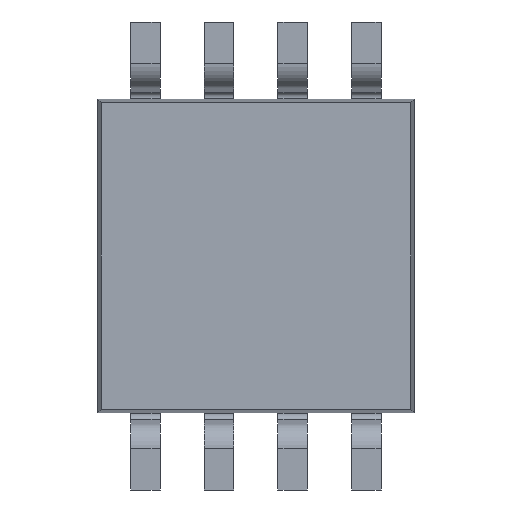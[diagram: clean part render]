
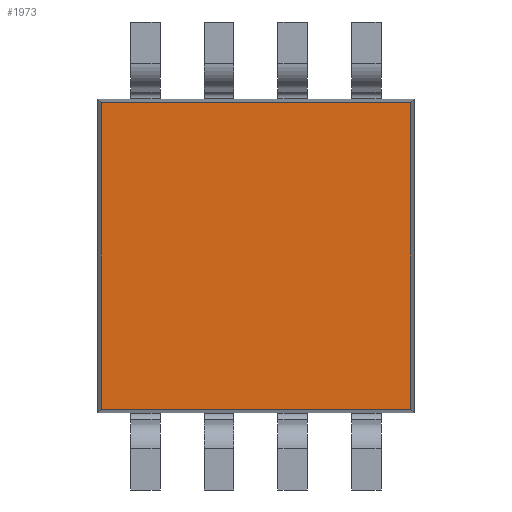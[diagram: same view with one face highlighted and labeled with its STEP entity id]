
A CAD part, front view. The second image highlights one B-rep face of the part: STEP entity #1973.
In plain terms, the highlighted planar face has unit normal (0, -1, 0).
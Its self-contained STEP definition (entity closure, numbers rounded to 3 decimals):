
#20 = CARTESIAN_POINT ( 'NONE',  ( -2.73, -1.065, 2.705 ) ) ;
#335 = LINE ( 'NONE', #1976, #8114 ) ;
#610 = CARTESIAN_POINT ( 'NONE',  ( -2.667, -1.065, 2.642 ) ) ;
#697 = VECTOR ( 'NONE', #2866, 1000. ) ;
#808 = DIRECTION ( 'NONE',  ( 0., 0., -1. ) ) ;
#1239 = VERTEX_POINT ( 'NONE', #9362 ) ;
#1942 = DIRECTION ( 'NONE',  ( 0., 0., 1. ) ) ;
#1973 = ADVANCED_FACE ( 'NONE', ( #8056 ), #3062, .T. ) ;
#1976 = CARTESIAN_POINT ( 'NONE',  ( 2.73, -1.065, 2.642 ) ) ;
#2106 = CARTESIAN_POINT ( 'NONE',  ( -2.73, -1.065, -2.642 ) ) ;
#2308 = VERTEX_POINT ( 'NONE', #610 ) ;
#2747 = LINE ( 'NONE', #2106, #697 ) ;
#2866 = DIRECTION ( 'NONE',  ( 1., 0., 0. ) ) ;
#3062 = PLANE ( 'NONE',  #7230 ) ;
#3162 = ORIENTED_EDGE ( 'NONE', *, *, #9292, .T. ) ;
#3402 = VERTEX_POINT ( 'NONE', #7640 ) ;
#3434 = DIRECTION ( 'NONE',  ( 0., 0., -1. ) ) ;
#3881 = EDGE_LOOP ( 'NONE', ( #6375, #3162, #5127, #8127 ) ) ;
#4029 = EDGE_CURVE ( 'NONE', #9741, #2308, #335, .T. ) ;
#5055 = LINE ( 'NONE', #7313, #7099 ) ;
#5078 = EDGE_CURVE ( 'NONE', #3402, #1239, #2747, .T. ) ;
#5127 = ORIENTED_EDGE ( 'NONE', *, *, #5078, .T. ) ;
#5439 = DIRECTION ( 'NONE',  ( 0., -1., 0. ) ) ;
#5765 = CARTESIAN_POINT ( 'NONE',  ( 2.667, -1.065, 2.642 ) ) ;
#5922 = LINE ( 'NONE', #6565, #10044 ) ;
#6375 = ORIENTED_EDGE ( 'NONE', *, *, #4029, .T. ) ;
#6565 = CARTESIAN_POINT ( 'NONE',  ( 2.667, -1.065, -2.705 ) ) ;
#7099 = VECTOR ( 'NONE', #3434, 1000. ) ;
#7230 = AXIS2_PLACEMENT_3D ( 'NONE', #20, #5439, #808 ) ;
#7313 = CARTESIAN_POINT ( 'NONE',  ( -2.667, -1.065, 2.705 ) ) ;
#7640 = CARTESIAN_POINT ( 'NONE',  ( -2.667, -1.065, -2.642 ) ) ;
#8056 = FACE_OUTER_BOUND ( 'NONE', #3881, .T. ) ;
#8114 = VECTOR ( 'NONE', #8192, 1000. ) ;
#8127 = ORIENTED_EDGE ( 'NONE', *, *, #9733, .T. ) ;
#8192 = DIRECTION ( 'NONE',  ( -1., 0., 0. ) ) ;
#9292 = EDGE_CURVE ( 'NONE', #2308, #3402, #5055, .T. ) ;
#9362 = CARTESIAN_POINT ( 'NONE',  ( 2.667, -1.065, -2.642 ) ) ;
#9733 = EDGE_CURVE ( 'NONE', #1239, #9741, #5922, .T. ) ;
#9741 = VERTEX_POINT ( 'NONE', #5765 ) ;
#10044 = VECTOR ( 'NONE', #1942, 1000. ) ;
